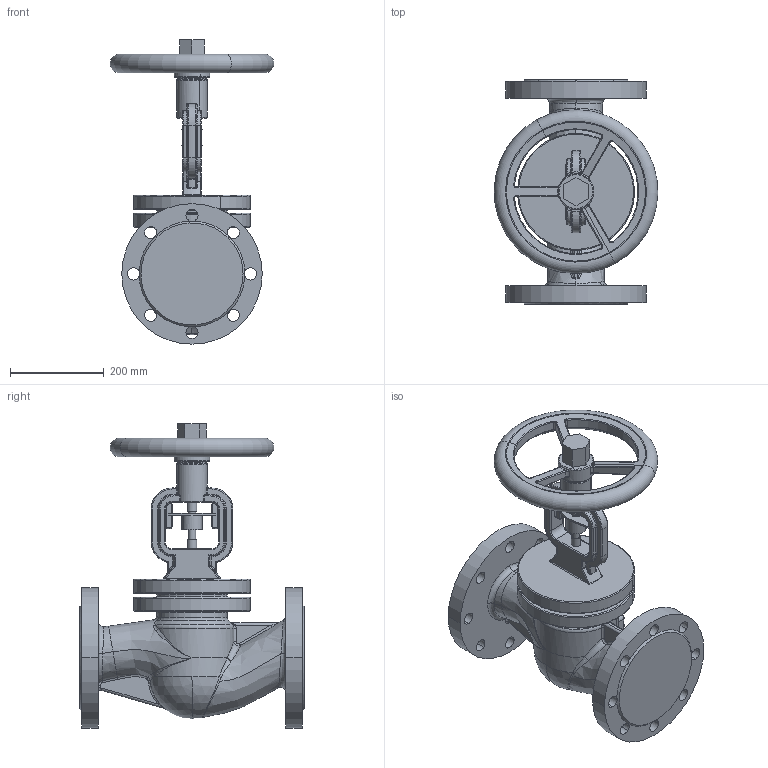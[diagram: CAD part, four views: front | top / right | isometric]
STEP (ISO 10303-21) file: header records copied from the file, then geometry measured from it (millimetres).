
FILE_DESCRIPTION(('CATIA V5 STEP Exchange','CAx-IF Rec.Pracs.--- Model Styling and Organization---1.5--- 2016-08-15','CAx-IF Rec.Pracs.---Supplemental Geometry---1.0---2011-11-01','CAx-IF Rec.Pracs.--- Composite Materials ---1.1---2010-07-15','CAx-IF Rec.Pracs.--- Geometric and Assembly Validation Properties ---3.1---2016-08-17'),'2;1');
FILE_NAME('P25 DN150.stp','2023-04-23T14:13:02+00:00',('none'),('none'),'CATIA Version 5-6 Release 2020 SP6','CATIA V5 STEP AP214 v2','none');
FILE_SCHEMA(('AUTOMOTIVE_DESIGN { 1 0 10303 214 1 1 1 1 }'));
Products named in the file (2): Product1; PN25 DN150
Assembly tree (1 placements, depth 2):
  Product1
    PN25 DN150
Bounding box: 349.86 x 480 x 650 mm (x, y, z)
Volume: 18726129.2 mm3; surface area: 1031033 mm2
Topology: 1 solids, 1 shells, 662 faces, 1670 edges, 977 vertices
Faces by surface type: cylinder 203, bspline 194, plane 129, torus 114, sphere 12, cone 10
Entity records: 41979 total; most frequent: CARTESIAN_POINT 28548, ORIENTED_EDGE 3288, DIRECTION 1765, EDGE_CURVE 1644, VERTEX_POINT 977, AXIS2_PLACEMENT_3D 910, EDGE_LOOP 701, ADVANCED_FACE 662
